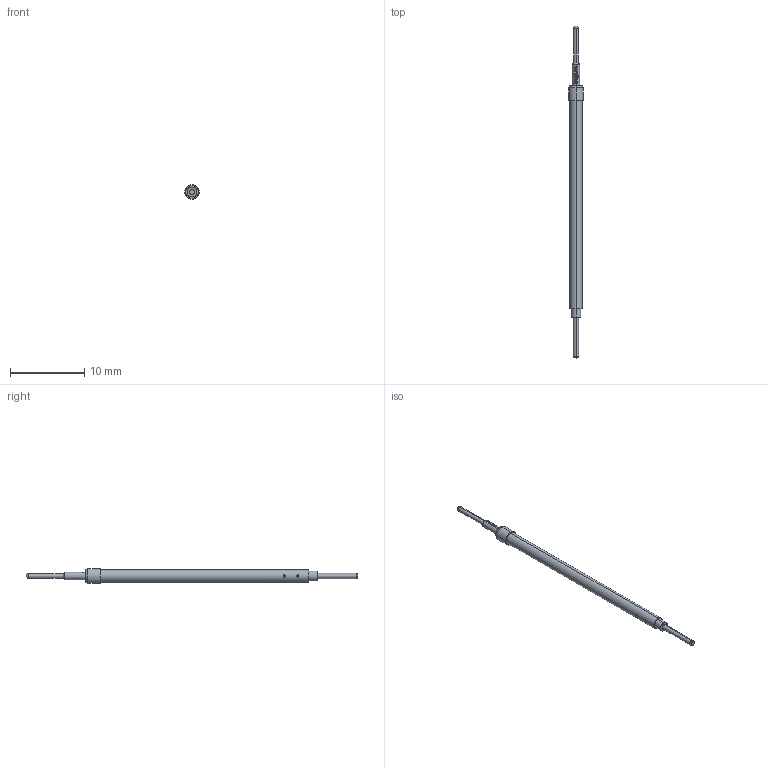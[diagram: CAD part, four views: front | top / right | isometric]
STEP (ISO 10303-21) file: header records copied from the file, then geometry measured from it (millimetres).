
FILE_DESCRIPTION (( 'STEP AP203' ), '1' );
FILE_NAME ('INGUN_SKS-215_305_064_A_xx02.STEP', '2022-02-17T14:22:02', ( 'ochi' ), ( '' ), 'SwSTEP 2.0', 'SolidWorks 2018', '' );
FILE_SCHEMA (( 'CONFIG_CONTROL_DESIGN' ));
Length unit declared in the file: millimetre
Products named in the file (1): INGUN_SKS-215_305_064_A_xx02
Bounding box: 2 x 44.6 x 2 mm (x, y, z)
Volume: 73.5 mm3; surface area: 198.6 mm2
Topology: 1 solids, 1 shells, 109 faces, 297 edges, 198 vertices
Faces by surface type: plane 45, cylinder 35, bspline 22, cone 6, sphere 1
Entity records: 3839 total; most frequent: CARTESIAN_POINT 1164, ORIENTED_EDGE 588, DIRECTION 480, EDGE_CURVE 294, VERTEX_POINT 196, AXIS2_PLACEMENT_3D 192, EDGE_LOOP 118, ADVANCED_FACE 109
